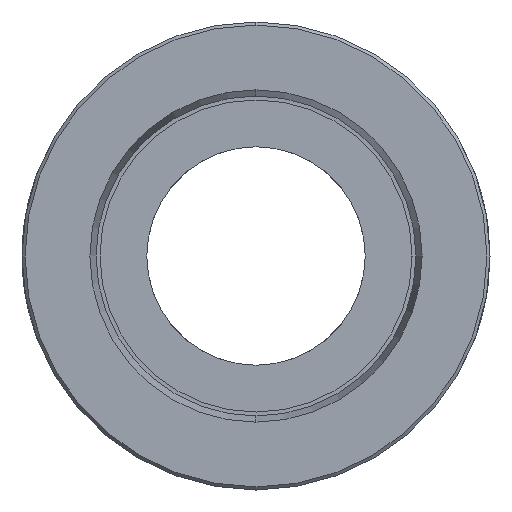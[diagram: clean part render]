
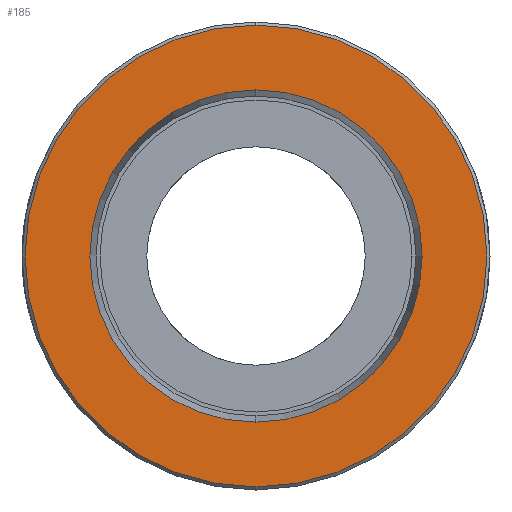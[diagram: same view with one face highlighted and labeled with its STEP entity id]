
A CAD part, left-side view. The second image highlights one B-rep face of the part: STEP entity #185.
In plain terms, the highlighted planar face has unit normal (-1, 0, 0).
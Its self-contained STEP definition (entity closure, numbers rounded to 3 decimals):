
#43 = EDGE_CURVE ( 'NONE', #1722, #1941, #600, .T. ) ;
#56 = EDGE_CURVE ( 'NONE', #1926, #1914, #579, .T. ) ;
#185 = ADVANCED_FACE ( 'NONE', ( #2915, #2914 ), #1112, .F. ) ;
#402 = AXIS2_PLACEMENT_3D ( 'NONE', #1111, #1106, #1105 ) ;
#578 = AXIS2_PLACEMENT_3D ( 'NONE', #2386, #2326, #2365 ) ;
#579 = CIRCLE ( 'NONE', #578, 10.65 ) ;
#598 = AXIS2_PLACEMENT_3D ( 'NONE', #2524, #2525, #2526 ) ;
#600 = CIRCLE ( 'NONE', #598, 14.8 ) ;
#620 = CARTESIAN_POINT ( 'NONE',  ( 0., 0., -14.8 ) ) ;
#633 = CARTESIAN_POINT ( 'NONE',  ( 0., 0., -10.65 ) ) ;
#644 = CARTESIAN_POINT ( 'NONE',  ( 0., 0., 10.65 ) ) ;
#726 = CARTESIAN_POINT ( 'NONE',  ( 0., 0., 14.8 ) ) ;
#1057 = DIRECTION ( 'NONE',  ( 0., 0., 1. ) ) ;
#1058 = DIRECTION ( 'NONE',  ( -1., 0., 0. ) ) ;
#1059 = CARTESIAN_POINT ( 'NONE',  ( 0., 0., 0. ) ) ;
#1061 = DIRECTION ( 'NONE',  ( 0., 0., -1. ) ) ;
#1063 = DIRECTION ( 'NONE',  ( -1., 0., 0. ) ) ;
#1064 = CARTESIAN_POINT ( 'NONE',  ( 0., 0., 0. ) ) ;
#1105 = DIRECTION ( 'NONE',  ( 0., 0., -1. ) ) ;
#1106 = DIRECTION ( 'NONE',  ( 1., 0., 0. ) ) ;
#1111 = CARTESIAN_POINT ( 'NONE',  ( 0., 0., 0. ) ) ;
#1112 = PLANE ( 'NONE',  #402 ) ;
#1667 = EDGE_LOOP ( 'NONE', ( #3083, #3086 ) ) ;
#1673 = EDGE_LOOP ( 'NONE', ( #3084, #3088 ) ) ;
#1722 = VERTEX_POINT ( 'NONE', #726 ) ;
#1914 = VERTEX_POINT ( 'NONE', #644 ) ;
#1926 = VERTEX_POINT ( 'NONE', #633 ) ;
#1941 = VERTEX_POINT ( 'NONE', #620 ) ;
#2236 = EDGE_CURVE ( 'NONE', #1941, #1722, #2773, .T. ) ;
#2237 = EDGE_CURVE ( 'NONE', #1914, #1926, #2774, .T. ) ;
#2326 = DIRECTION ( 'NONE',  ( -1., 0., 0. ) ) ;
#2365 = DIRECTION ( 'NONE',  ( 0., 0., 1. ) ) ;
#2386 = CARTESIAN_POINT ( 'NONE',  ( 0., 0., 0. ) ) ;
#2524 = CARTESIAN_POINT ( 'NONE',  ( 0., 0., 0. ) ) ;
#2525 = DIRECTION ( 'NONE',  ( -1., 0., 0. ) ) ;
#2526 = DIRECTION ( 'NONE',  ( 0., 0., -1. ) ) ;
#2771 = AXIS2_PLACEMENT_3D ( 'NONE', #1059, #1058, #1057 ) ;
#2772 = AXIS2_PLACEMENT_3D ( 'NONE', #1064, #1063, #1061 ) ;
#2773 = CIRCLE ( 'NONE', #2772, 14.8 ) ;
#2774 = CIRCLE ( 'NONE', #2771, 10.65 ) ;
#2914 = FACE_BOUND ( 'NONE', #1673, .T. ) ;
#2915 = FACE_OUTER_BOUND ( 'NONE', #1667, .T. ) ;
#3083 = ORIENTED_EDGE ( 'NONE', *, *, #2236, .T. ) ;
#3084 = ORIENTED_EDGE ( 'NONE', *, *, #2237, .F. ) ;
#3086 = ORIENTED_EDGE ( 'NONE', *, *, #43, .T. ) ;
#3088 = ORIENTED_EDGE ( 'NONE', *, *, #56, .F. ) ;
